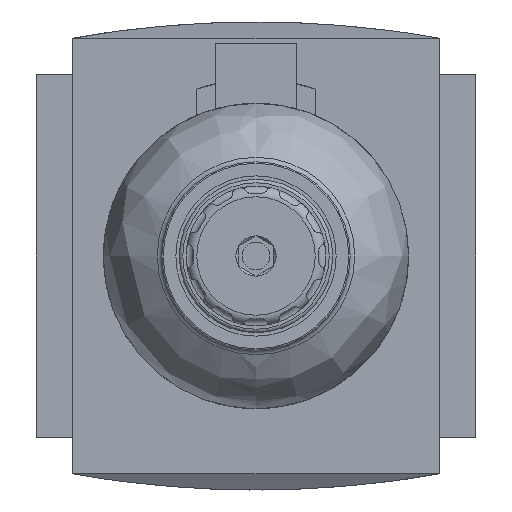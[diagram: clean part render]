
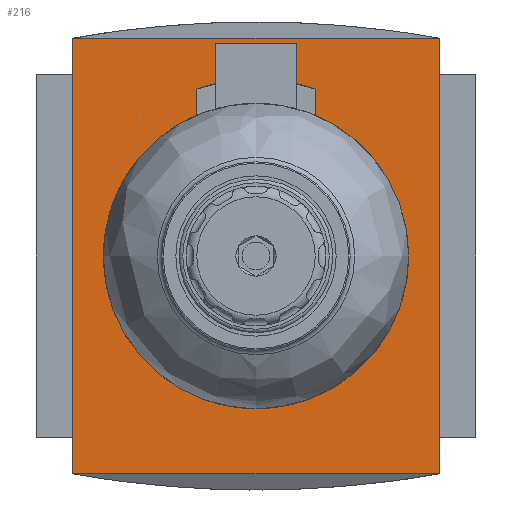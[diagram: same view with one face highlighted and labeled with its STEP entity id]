
A CAD part, front view. The second image highlights one B-rep face of the part: STEP entity #216.
In plain terms, the highlighted planar face has unit normal (0, -1, 0).
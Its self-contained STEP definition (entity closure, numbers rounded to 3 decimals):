
#216 = ADVANCED_FACE( '', ( #618 ), #619, .F. );
#618 = FACE_OUTER_BOUND( '', #1355, .T. );
#619 = PLANE( '', #1356 );
#1355 = EDGE_LOOP( '', ( #2427, #2428, #2429, #2430 ) );
#1356 = AXIS2_PLACEMENT_3D( '', #2431, #2432, #2433 );
#2427 = ORIENTED_EDGE( '', *, *, #4852, .F. );
#2428 = ORIENTED_EDGE( '', *, *, #5012, .T. );
#2429 = ORIENTED_EDGE( '', *, *, #4867, .F. );
#2430 = ORIENTED_EDGE( '', *, *, #5014, .T. );
#2431 = CARTESIAN_POINT( '', ( 0., -37.5, 116.435 ) );
#2432 = DIRECTION( '', ( 0., 1., 0. ) );
#2433 = DIRECTION( '', ( 0., 0., 1. ) );
#4852 = EDGE_CURVE( '', #5766, #5754, #5767, .T. );
#4867 = EDGE_CURVE( '', #5750, #5795, #5796, .T. );
#5012 = EDGE_CURVE( '', #5766, #5795, #6050, .T. );
#5014 = EDGE_CURVE( '', #5750, #5754, #6052, .T. );
#5750 = VERTEX_POINT( '', #7242 );
#5754 = VERTEX_POINT( '', #7247 );
#5766 = VERTEX_POINT( '', #7262 );
#5767 = LINE( '', #7263, #7264 );
#5795 = VERTEX_POINT( '', #7306 );
#5796 = LINE( '', #7307, #7308 );
#6050 = LINE( '', #7684, #7685 );
#6052 = LINE( '', #7687, #7688 );
#7242 = CARTESIAN_POINT( '', ( 26.25, -37.5, 31.25 ) );
#7247 = CARTESIAN_POINT( '', ( -26.25, -37.5, 31.25 ) );
#7262 = CARTESIAN_POINT( '', ( -26.25, -37.5, -31.25 ) );
#7263 = CARTESIAN_POINT( '', ( -26.25, -37.5, -31.25 ) );
#7264 = VECTOR( '', #10078, 1000. );
#7306 = CARTESIAN_POINT( '', ( 26.25, -37.5, -31.25 ) );
#7307 = CARTESIAN_POINT( '', ( 26.25, -37.5, 31.25 ) );
#7308 = VECTOR( '', #10093, 1000. );
#7684 = CARTESIAN_POINT( '', ( 0., -37.5, -31.25 ) );
#7685 = VECTOR( '', #10282, 1000. );
#7687 = CARTESIAN_POINT( '', ( 0., -37.5, 31.25 ) );
#7688 = VECTOR( '', #10286, 1000. );
#10078 = DIRECTION( '', ( 0., 0., 1. ) );
#10093 = DIRECTION( '', ( 0., 0., -1. ) );
#10282 = DIRECTION( '', ( 1., 0., 0. ) );
#10286 = DIRECTION( '', ( -1., 0., 0. ) );
